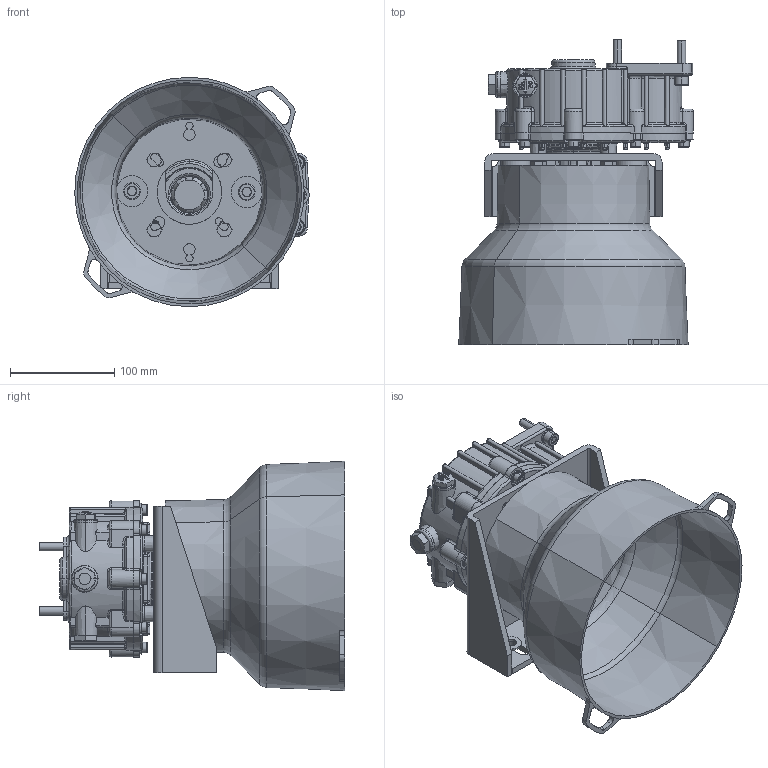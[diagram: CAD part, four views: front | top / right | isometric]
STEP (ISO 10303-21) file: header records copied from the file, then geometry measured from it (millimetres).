
FILE_DESCRIPTION(('Creo Elements/Direct Modeling STEP Export'),'2;1');
FILE_NAME('5005023800.stp','2023-03-03T16:08:32',(''),(''),'Creo Elements/Direct Modeling STEP processor for AP214 (Solid Model)','Creo Elements/Direct Modeling 20.4A 18-Oct-2021 (C) Parametric Technology GmbH','');
FILE_SCHEMA(('AUTOMOTIVE_DESIGN { 1 0 10303 214 1 1 1 1 }'));
Length unit declared in the file: millimetre
Products named in the file (32): quadrante; 1816-0138-00_Fin; 0005-0029-00.1; 1209-0107-00-A; 3609-0032-00.1; 3001-0533-00; 0405-0065-00; 0019-0109-00; 2811-0030-00.4; 3609-0165-00.1.1; 2811-0002-00; 2403-0103-00; 2416-0126-00; 1602-0049-00; 3607-0015-00.3; 3200-0007-00; 3200-0031-00; 3201-0021-00; 1210-0025-00; 1210-0067-00; 1210-0441-00; 2811-0004-00; 2811-0079-00; 2811-0061-00; 3609-0171-00.1; 5005-0242-00; Kit_Fissaggio_Pompa_Telaio.2.1; staffa; 3208-1127-00-A; 0011-0003-00; valvola; Kit_Pompa_RW
Assembly tree (64 placements, depth 3):
  Kit_Pompa_RW
    Kit_Fissaggio_Pompa_Telaio.2.1  x4
    valvola
    0011-0003-00
    3208-1127-00-A
    staffa
    5005-0242-00
      3607-0015-00.3  x4
      2811-0004-00  x6
      3609-0171-00.1  x2
      2811-0061-00  x2
      2811-0079-00  x2
      3609-0165-00.1.1  x4
      1210-0441-00
      1210-0067-00
      1210-0025-00
      3201-0021-00
      3200-0031-00
      3200-0007-00
      2811-0002-00  x2
      1602-0049-00
      1209-0107-00-A  x2
      2416-0126-00
      2403-0103-00
      3609-0032-00.1  x8
      2811-0030-00.4  x8
      0019-0109-00
      0405-0065-00
      3001-0533-00
      0005-0029-00.1
    1816-0138-00_Fin
      quadrante
Bounding box: 224.9 x 293.1 x 219.97 mm (x, y, z)
Volume: 1958098.3 mm3; surface area: 530326 mm2
Topology: 55 solids, 55 shells, 2153 faces, 5147 edges, 3137 vertices
Faces by surface type: plane 652, cylinder 523, bspline 397, cone 318, torus 238, sphere 21, extrusion 4
Entity records: 120882 total; most frequent: CARTESIAN_POINT 85119, ORIENTED_EDGE 8420, DIRECTION 5732, EDGE_CURVE 4206, VERTEX_POINT 2607, AXIS2_PLACEMENT_3D 2329, EDGE_LOOP 1827, FACE_OUTER_BOUND 1692
